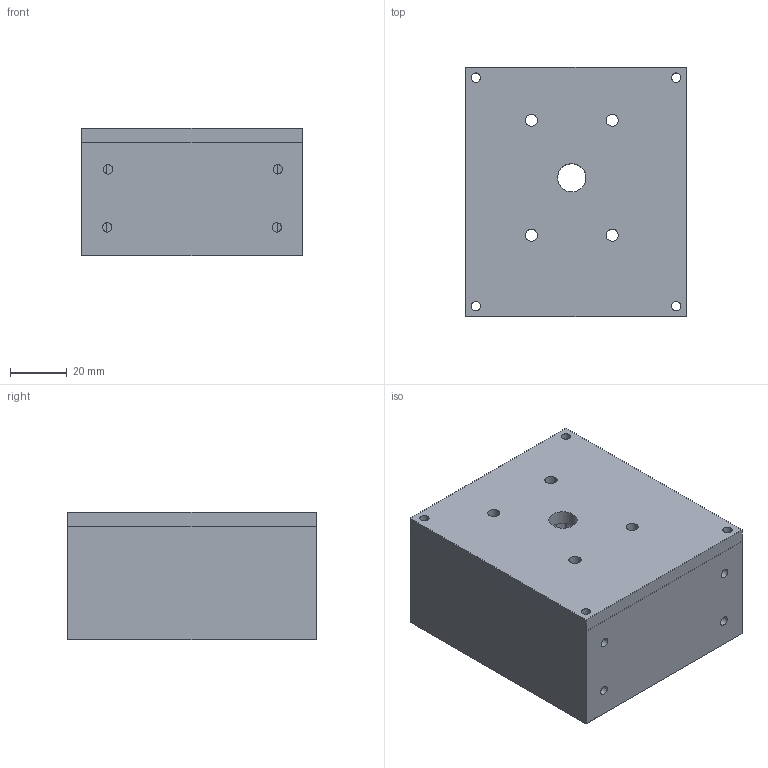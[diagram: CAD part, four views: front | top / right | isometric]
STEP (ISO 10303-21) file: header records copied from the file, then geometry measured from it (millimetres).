
FILE_DESCRIPTION(/* description */ (''),/* implementation_level */ '2;1');
FILE_NAME(/* name */ 'Shutter ELS11-A10.step',/* time_stamp */ '2017-06-09T08:53:57+02:00',/* author */ (''),/* organization */ (''),/* preprocessor_version */ 'ST-DEVELOPER v16.13',/* originating_system */ 'Autodesk Translation Framework v6.1.1.50',/* authorisation */ '');
FILE_SCHEMA (('AUTOMOTIVE_DESIGN { 1 0 10303 214 3 1 1 }'));
Length unit declared in the file: millimetre
Products named in the file (1): Shutter ELS11-A10 v5
Bounding box: 78 x 88 x 45 mm (x, y, z)
Volume: 104674.3 mm3; surface area: 54972.1 mm2
Topology: 2 solids, 2 shells, 70 faces, 212 edges, 134 vertices
Faces by surface type: cylinder 35, plane 23, cone 12
Full cylindrical faces by diameter (mm): 3.332 x12, 4.2 x4, 4.3 x8, 10 x2
Entity records: 2300 total; most frequent: CARTESIAN_POINT 425, DIRECTION 392, ORIENTED_EDGE 328, EDGE_CURVE 164, AXIS2_PLACEMENT_3D 161, EDGE_LOOP 148, VERTEX_POINT 124, CIRCLE 90
